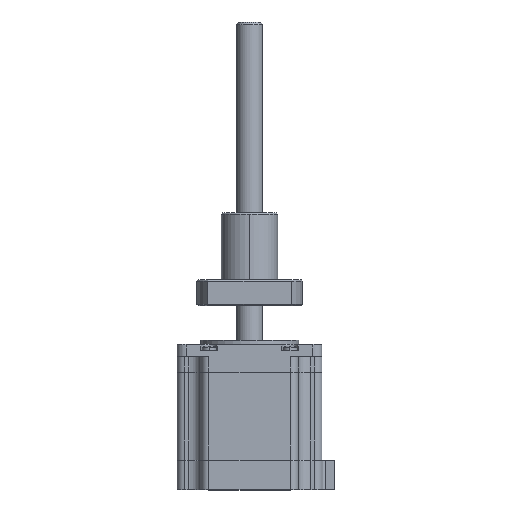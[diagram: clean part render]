
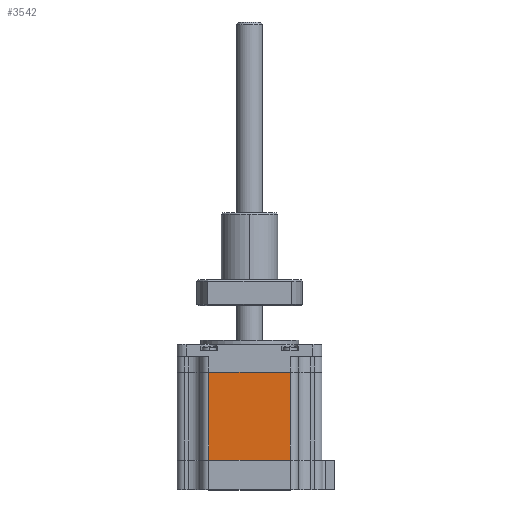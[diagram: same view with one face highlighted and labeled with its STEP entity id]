
A CAD part, top view. The second image highlights one B-rep face of the part: STEP entity #3542.
In plain terms, the highlighted planar face has unit normal (0, 0, 1).
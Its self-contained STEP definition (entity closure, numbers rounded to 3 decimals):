
#781 = CARTESIAN_POINT ( 'NONE',  ( -0.579, -26.672, 91.75 ) ) ;
#1479 = PLANE ( 'NONE',  #7628 ) ;
#1637 = VERTEX_POINT ( 'NONE', #41440 ) ;
#3239 = ORIENTED_EDGE ( 'NONE', *, *, #23800, .T. ) ;
#3542 = ADVANCED_FACE ( 'NONE', ( #55645 ), #1479, .F. ) ;
#4430 = EDGE_LOOP ( 'NONE', ( #53115, #18205, #17346, #3239 ) ) ;
#5713 = DIRECTION ( 'NONE',  ( 0., 0., -1. ) ) ;
#7493 = DIRECTION ( 'NONE',  ( -1., 0., 0. ) ) ;
#7628 = AXIS2_PLACEMENT_3D ( 'NONE', #27601, #5713, #36447 ) ;
#7917 = EDGE_CURVE ( 'NONE', #8889, #28642, #22894, .T. ) ;
#8889 = VERTEX_POINT ( 'NONE', #781 ) ;
#9026 = CARTESIAN_POINT ( 'NONE',  ( -32.179, -60.672, 91.75 ) ) ;
#16395 = LINE ( 'NONE', #55872, #19161 ) ;
#17346 = ORIENTED_EDGE ( 'NONE', *, *, #23336, .F. ) ;
#18205 = ORIENTED_EDGE ( 'NONE', *, *, #28837, .F. ) ;
#19161 = VECTOR ( 'NONE', #46818, 1000. ) ;
#21506 = VECTOR ( 'NONE', #7493, 1000. ) ;
#22894 = LINE ( 'NONE', #41845, #21506 ) ;
#23336 = EDGE_CURVE ( 'NONE', #1637, #53949, #16395, .T. ) ;
#23800 = EDGE_CURVE ( 'NONE', #1637, #8889, #25227, .T. ) ;
#25227 = LINE ( 'NONE', #41520, #47174 ) ;
#27601 = CARTESIAN_POINT ( 'NONE',  ( -0.579, -60.672, 91.75 ) ) ;
#28642 = VERTEX_POINT ( 'NONE', #52220 ) ;
#28837 = EDGE_CURVE ( 'NONE', #53949, #28642, #55342, .T. ) ;
#34741 = VECTOR ( 'NONE', #55224, 1000. ) ;
#36447 = DIRECTION ( 'NONE',  ( 0., -1., 0. ) ) ;
#41330 = DIRECTION ( 'NONE',  ( 0., 1., 0. ) ) ;
#41440 = CARTESIAN_POINT ( 'NONE',  ( -0.579, -60.672, 91.75 ) ) ;
#41520 = CARTESIAN_POINT ( 'NONE',  ( -0.579, -60.672, 91.75 ) ) ;
#41845 = CARTESIAN_POINT ( 'NONE',  ( -0.579, -26.672, 91.75 ) ) ;
#46818 = DIRECTION ( 'NONE',  ( -1., 0., 0. ) ) ;
#47174 = VECTOR ( 'NONE', #41330, 1000. ) ;
#51160 = CARTESIAN_POINT ( 'NONE',  ( -32.179, -60.672, 91.75 ) ) ;
#52220 = CARTESIAN_POINT ( 'NONE',  ( -32.179, -26.672, 91.75 ) ) ;
#53115 = ORIENTED_EDGE ( 'NONE', *, *, #7917, .T. ) ;
#53949 = VERTEX_POINT ( 'NONE', #9026 ) ;
#55224 = DIRECTION ( 'NONE',  ( 0., 1., 0. ) ) ;
#55342 = LINE ( 'NONE', #51160, #34741 ) ;
#55645 = FACE_OUTER_BOUND ( 'NONE', #4430, .T. ) ;
#55872 = CARTESIAN_POINT ( 'NONE',  ( -0.579, -60.672, 91.75 ) ) ;
